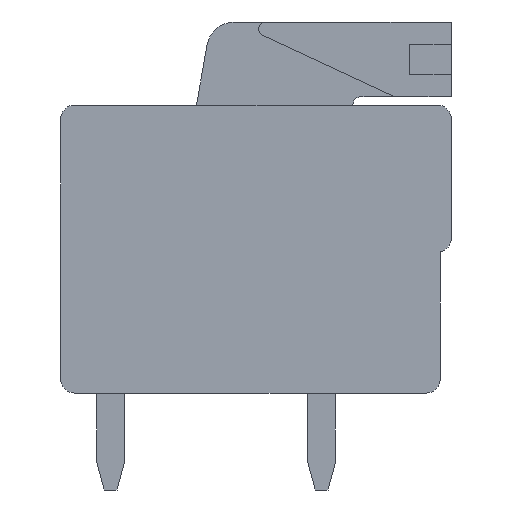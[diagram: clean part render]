
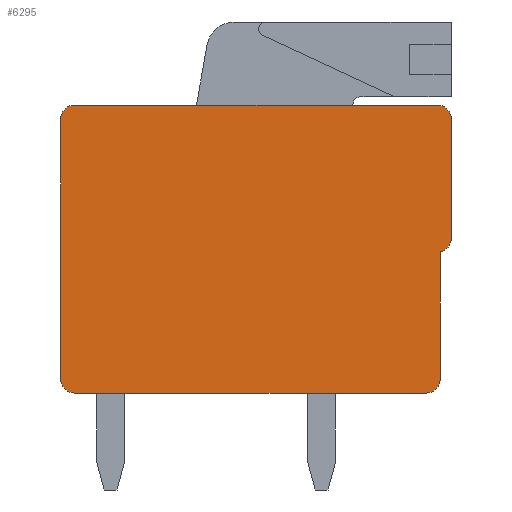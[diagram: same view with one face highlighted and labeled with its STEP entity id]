
A CAD part, left-side view. The second image highlights one B-rep face of the part: STEP entity #6295.
In plain terms, the highlighted planar face has unit normal (-1, 0, 0).
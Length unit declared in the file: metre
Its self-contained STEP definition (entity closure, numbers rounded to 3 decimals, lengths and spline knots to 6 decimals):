
#139=CIRCLE('',#6979,0.0005);
#141=CIRCLE('',#6982,0.0005);
#143=CIRCLE('',#6985,0.0005);
#145=CIRCLE('',#6988,0.0005);
#147=CIRCLE('',#6991,0.0005);
#1936=ORIENTED_EDGE('',*,*,#2836,.T.);
#1937=ORIENTED_EDGE('',*,*,#2848,.T.);
#1938=ORIENTED_EDGE('',*,*,#2830,.F.);
#1939=ORIENTED_EDGE('',*,*,#2850,.T.);
#1940=ORIENTED_EDGE('',*,*,#2826,.F.);
#1941=ORIENTED_EDGE('',*,*,#2852,.T.);
#1942=ORIENTED_EDGE('',*,*,#2822,.F.);
#1943=ORIENTED_EDGE('',*,*,#2854,.T.);
#1944=ORIENTED_EDGE('',*,*,#2841,.T.);
#1945=ORIENTED_EDGE('',*,*,#2856,.T.);
#2822=EDGE_CURVE('',#3430,#3427,#4174,.T.);
#2826=EDGE_CURVE('',#3434,#3431,#4178,.T.);
#2830=EDGE_CURVE('',#3438,#3435,#4182,.T.);
#2836=EDGE_CURVE('',#3445,#3444,#4188,.T.);
#2841=EDGE_CURVE('',#3450,#3449,#4193,.T.);
#2848=EDGE_CURVE('',#3444,#3435,#139,.T.);
#2850=EDGE_CURVE('',#3438,#3431,#141,.T.);
#2852=EDGE_CURVE('',#3434,#3427,#143,.T.);
#2854=EDGE_CURVE('',#3430,#3450,#145,.T.);
#2856=EDGE_CURVE('',#3449,#3445,#147,.T.);
#3427=VERTEX_POINT('',#10443);
#3430=VERTEX_POINT('',#10448);
#3431=VERTEX_POINT('',#10452);
#3434=VERTEX_POINT('',#10457);
#3435=VERTEX_POINT('',#10461);
#3438=VERTEX_POINT('',#10466);
#3444=VERTEX_POINT('',#10479);
#3445=VERTEX_POINT('',#10481);
#3449=VERTEX_POINT('',#10490);
#3450=VERTEX_POINT('',#10492);
#4174=LINE('',#10449,#4926);
#4178=LINE('',#10458,#4930);
#4182=LINE('',#10467,#4934);
#4188=LINE('',#10480,#4940);
#4193=LINE('',#10491,#4945);
#4926=VECTOR('',#8624,1.);
#4930=VECTOR('',#8630,1.);
#4934=VECTOR('',#8636,1.);
#4940=VECTOR('',#8644,1.);
#4945=VECTOR('',#8651,1.);
#5316=EDGE_LOOP('',(#1936,#1937,#1938,#1939,#1940,#1941,#1942,#1943,#1944,
#1945));
#5676=FACE_BOUND('',#5316,.T.);
#5953=PLANE('',#6992);
#6295=ADVANCED_FACE('',(#5676),#5953,.F.);
#6979=AXIS2_PLACEMENT_3D('',#10504,#8661,#8662);
#6982=AXIS2_PLACEMENT_3D('',#10507,#8667,#8668);
#6985=AXIS2_PLACEMENT_3D('',#10510,#8673,#8674);
#6988=AXIS2_PLACEMENT_3D('',#10513,#8679,#8680);
#6991=AXIS2_PLACEMENT_3D('',#10516,#8685,#8686);
#6992=AXIS2_PLACEMENT_3D('',#10517,#8687,#8688);
#8624=DIRECTION('',(0.,0.,-1.));
#8630=DIRECTION('',(0.,1.,0.));
#8636=DIRECTION('',(0.,0.,1.));
#8644=DIRECTION('',(0.,1.,0.));
#8651=DIRECTION('',(0.,0.,1.));
#8661=DIRECTION('',(-1.,0.,0.));
#8662=DIRECTION('',(0.,1.,0.));
#8667=DIRECTION('',(-1.,0.,0.));
#8668=DIRECTION('',(0.,1.,0.));
#8673=DIRECTION('',(-1.,0.,0.));
#8674=DIRECTION('',(0.,1.,0.));
#8679=DIRECTION('',(-1.,0.,0.));
#8680=DIRECTION('',(0.,1.,0.));
#8685=DIRECTION('',(-1.,0.,0.));
#8686=DIRECTION('',(0.,1.,0.));
#8687=DIRECTION('',(1.,0.,0.));
#8688=DIRECTION('',(0.,0.,1.));
#10443=CARTESIAN_POINT('',(0.,-0.0137,0.0005));
#10448=CARTESIAN_POINT('',(0.,-0.0137,0.0051));
#10449=CARTESIAN_POINT('',(0.,-0.0137,0.));
#10452=CARTESIAN_POINT('',(0.,-0.0005,0.));
#10457=CARTESIAN_POINT('',(0.,-0.0132,0.));
#10458=CARTESIAN_POINT('',(0.,-0.0141,0.));
#10461=CARTESIAN_POINT('',(0.,0.,0.0099));
#10466=CARTESIAN_POINT('',(0.,0.,0.0005));
#10467=CARTESIAN_POINT('',(0.,0.,0.));
#10479=CARTESIAN_POINT('',(0.,-0.0005,0.0104));
#10480=CARTESIAN_POINT('',(0.,-0.0141,0.0104));
#10481=CARTESIAN_POINT('',(0.,-0.0136,0.0104));
#10490=CARTESIAN_POINT('',(0.,-0.0141,0.0099));
#10491=CARTESIAN_POINT('',(0.,-0.0141,0.));
#10492=CARTESIAN_POINT('',(0.,-0.0141,0.00559));
#10504=CARTESIAN_POINT('',(0.,-0.0005,0.0099));
#10507=CARTESIAN_POINT('',(0.,-0.0005,0.0005));
#10510=CARTESIAN_POINT('',(0.,-0.0132,0.0005));
#10513=CARTESIAN_POINT('',(0.,-0.0136,0.00559));
#10516=CARTESIAN_POINT('',(0.,-0.0136,0.0099));
#10517=CARTESIAN_POINT('',(0.,-0.0141,0.));
